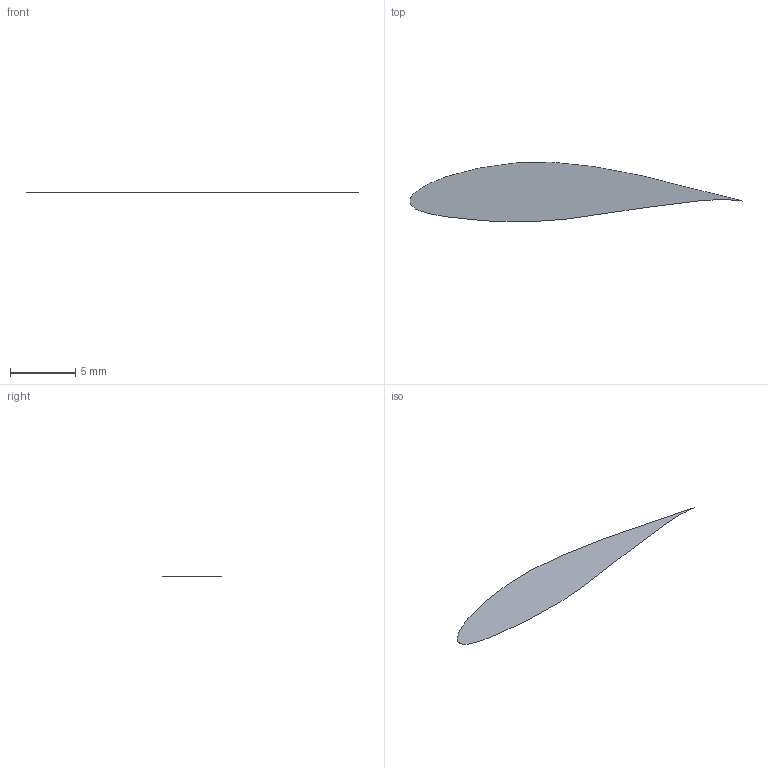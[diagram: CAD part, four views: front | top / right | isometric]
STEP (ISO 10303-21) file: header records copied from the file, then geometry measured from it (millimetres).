
FILE_DESCRIPTION (( 'STEP AP214' ), '1' );
FILE_NAME ('Part2.STEP', '2017-10-04T20:43:49', ( 'default' ), ( '' ), 'SwSTEP 2.0', 'SolidWorks 2017', '' );
FILE_SCHEMA (( 'AUTOMOTIVE_DESIGN' ));
Length unit declared in the file: inch
Products named in the file (1): Part2
Bounding box: 25.4 x 4.57 x 0 mm (x, y, z)
Surface area: 72.7 mm2 (no closed solid volume)
Topology: 0 solids, 1 shells, 1 faces, 2 edges, 2 vertices
Faces by surface type: plane 1
Entity records: 264 total; most frequent: CARTESIAN_POINT 215, DIRECTION 4, UNCERTAINTY_MEASURE_WITH_UNIT 2, LENGTH_MEASURE_WITH_UNIT 2, VERTEX_POINT 2, DIMENSIONAL_EXPONENTS 2, ORIENTED_EDGE 2, APPLICATION_PROTOCOL_DEFINITION 2
